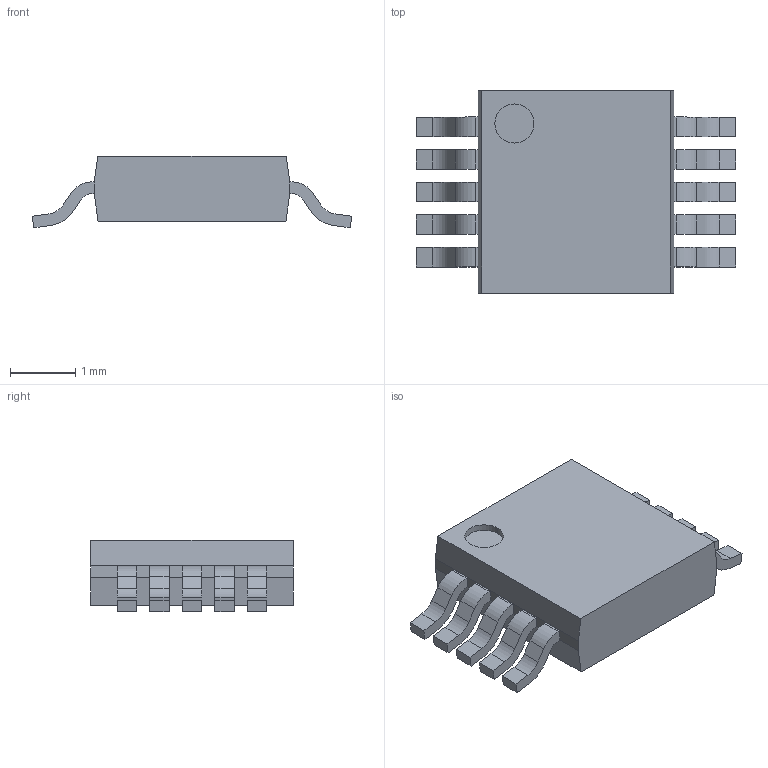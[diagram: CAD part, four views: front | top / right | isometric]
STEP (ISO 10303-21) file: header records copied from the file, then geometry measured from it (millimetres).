
FILE_DESCRIPTION((''),'2;1');
FILE_NAME('SOP50P490X110-11N-R155X185.stp','2011-01-06T11:23:45',(''),(''),'Mechanical Desktop 2011','Mechanical Desktop 2011',', , ');
FILE_SCHEMA(('AUTOMOTIVE_DESIGN { 1 2 10303 214 1 1 1 1 }'));
Length unit declared in the file: millimetre
Products named in the file (1): Product
Bounding box: 4.9 x 3.1 x 1.1 mm (x, y, z)
Volume: 9.7 mm3; surface area: 49.6 mm2
Topology: 12 solids, 12 shells, 164 faces, 414 edges, 276 vertices
Faces by surface type: plane 72, bspline 70, cylinder 22
Entity records: 5203 total; most frequent: CARTESIAN_POINT 1345, ORIENTED_EDGE 828, DIRECTION 688, EDGE_CURVE 414, VECTOR 330, LINE 330, VERTEX_POINT 276, AXIS2_PLACEMENT_3D 179
